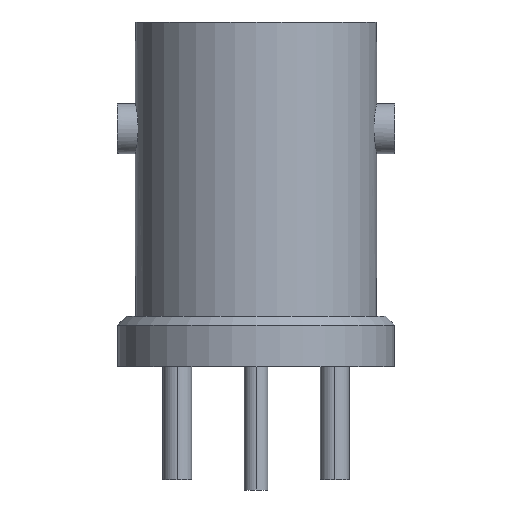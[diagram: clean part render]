
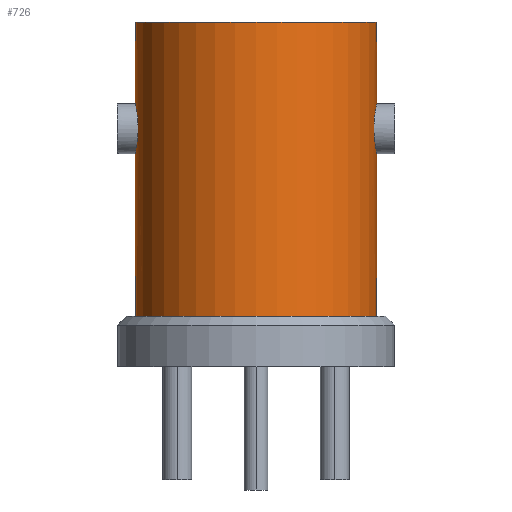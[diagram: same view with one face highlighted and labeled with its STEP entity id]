
A CAD part, left-side view. The second image highlights one B-rep face of the part: STEP entity #726.
In plain terms, the highlighted cylindrical face has radius 4.79 mm (diameter 9.58 mm), a partial arc.
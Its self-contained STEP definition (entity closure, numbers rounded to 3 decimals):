
#72=CARTESIAN_POINT('',(0.,0.,0.));
#73=DIRECTION('',(0.,0.,1.));
#74=DIRECTION('',(0.,1.,0.));
#75=AXIS2_PLACEMENT_3D('',#72,#73,#74);
#82=CARTESIAN_POINT('',(0.,-4.79,-3.249));
#83=CARTESIAN_POINT('',(-0.065,-4.79,-3.249));
#84=CARTESIAN_POINT('',(-0.193,-4.787,
-3.262));
#85=CARTESIAN_POINT('',(-0.38,-4.776,
-3.318));
#86=CARTESIAN_POINT('',(-0.551,-4.759,
-3.409));
#87=CARTESIAN_POINT('',(-0.701,-4.739,
-3.531));
#88=CARTESIAN_POINT('',(-0.825,-4.719,
-3.68));
#89=CARTESIAN_POINT('',(-0.918,-4.701,
-3.85));
#90=CARTESIAN_POINT('',(-0.976,-4.689,
-4.038));
#91=CARTESIAN_POINT('',(-0.997,-4.685,
-4.234));
#92=CARTESIAN_POINT('',(-0.979,-4.689,
-4.43));
#93=CARTESIAN_POINT('',(-0.922,-4.701,
-4.618));
#94=CARTESIAN_POINT('',(-0.83,-4.718,
-4.791));
#95=CARTESIAN_POINT('',(-0.707,-4.738,
-4.943));
#96=CARTESIAN_POINT('',(-0.556,-4.759,
-5.067));
#97=CARTESIAN_POINT('',(-0.383,-4.776,
-5.16));
#98=CARTESIAN_POINT('',(-0.195,-4.787,
-5.217));
#99=CARTESIAN_POINT('',(-0.066,-4.79,-5.23));
#100=CARTESIAN_POINT('',(0.,-4.79,-5.23));
#102=CARTESIAN_POINT('',(0.,0.,-11.7));
#103=DIRECTION('',(0.,0.,1.));
#104=DIRECTION('',(0.,1.,0.));
#105=AXIS2_PLACEMENT_3D('',#102,#103,#104);
#107=CARTESIAN_POINT('',(0.,4.79,-5.23));
#108=CARTESIAN_POINT('',(-0.066,4.79,-5.23));
#109=CARTESIAN_POINT('',(-0.195,4.787,
-5.217));
#110=CARTESIAN_POINT('',(-0.383,4.776,
-5.16));
#111=CARTESIAN_POINT('',(-0.555,4.759,
-5.067));
#112=CARTESIAN_POINT('',(-0.706,4.738,
-4.943));
#113=CARTESIAN_POINT('',(-0.83,4.718,
-4.792));
#114=CARTESIAN_POINT('',(-0.922,4.701,
-4.619));
#115=CARTESIAN_POINT('',(-0.978,4.689,
-4.431));
#116=CARTESIAN_POINT('',(-0.997,4.685,
-4.235));
#117=CARTESIAN_POINT('',(-0.977,4.689,
-4.039));
#118=CARTESIAN_POINT('',(-0.918,4.701,
-3.851));
#119=CARTESIAN_POINT('',(-0.825,4.719,
-3.681));
#120=CARTESIAN_POINT('',(-0.702,4.739,
-3.531));
#121=CARTESIAN_POINT('',(-0.551,4.759,
-3.409));
#122=CARTESIAN_POINT('',(-0.38,4.776,
-3.318));
#123=CARTESIAN_POINT('',(-0.193,4.787,
-3.262));
#124=CARTESIAN_POINT('',(-0.065,4.79,-3.249));
#125=CARTESIAN_POINT('',(0.,4.79,-3.249));
#165=DIRECTION('',(0.,0.,1.));
#166=VECTOR('',#165,3.249);
#167=CARTESIAN_POINT('',(0.,-4.79,-3.249));
#168=LINE('',#167,#166);
#169=DIRECTION('',(0.,0.,1.));
#170=VECTOR('',#169,3.249);
#171=CARTESIAN_POINT('',(0.,4.79,-3.249));
#172=LINE('',#171,#170);
#193=DIRECTION('',(0.,0.,1.));
#194=VECTOR('',#193,6.47);
#195=CARTESIAN_POINT('',(0.,4.79,-11.7));
#196=LINE('',#195,#194);
#202=DIRECTION('',(0.,0.,1.));
#203=VECTOR('',#202,6.47);
#204=CARTESIAN_POINT('',(0.,-4.79,-11.7));
#205=LINE('',#204,#203);
#612=CARTESIAN_POINT('',(0.,4.79,0.));
#613=CARTESIAN_POINT('',(0.,-4.79,0.));
#614=VERTEX_POINT('',#612);
#615=VERTEX_POINT('',#613);
#620=VERTEX_POINT('',#107);
#621=VERTEX_POINT('',#125);
#622=CARTESIAN_POINT('',(0.,4.79,-11.7));
#623=VERTEX_POINT('',#622);
#628=CARTESIAN_POINT('',(0.,-4.79,-5.23));
#629=VERTEX_POINT('',#628);
#630=CARTESIAN_POINT('',(0.,-4.79,-3.249));
#631=VERTEX_POINT('',#630);
#632=CARTESIAN_POINT('',(0.,-4.79,-11.7));
#633=VERTEX_POINT('',#632);
#704=CARTESIAN_POINT('',(0.,0.,-14.385));
#705=DIRECTION('',(0.,0.,1.));
#706=DIRECTION('',(0.,1.,0.));
#707=AXIS2_PLACEMENT_3D('',#704,#705,#706);
#708=CYLINDRICAL_SURFACE('',#707,4.79);
#710=ORIENTED_EDGE('',*,*,#709,.T.);
#712=ORIENTED_EDGE('',*,*,#711,.F.);
#714=ORIENTED_EDGE('',*,*,#713,.F.);
#716=ORIENTED_EDGE('',*,*,#715,.T.);
#718=ORIENTED_EDGE('',*,*,#717,.T.);
#720=ORIENTED_EDGE('',*,*,#719,.T.);
#721=ORIENTED_EDGE('',*,*,#691,.T.);
#723=ORIENTED_EDGE('',*,*,#722,.F.);
#724=EDGE_LOOP('',(#710,#712,#714,#716,#718,#720,#721,#723));
#725=FACE_OUTER_BOUND('',#724,.F.);
#726=ADVANCED_FACE('',(#725),#708,.T.);
#76=CIRCLE('',#75,4.79);
#101=B_SPLINE_CURVE_WITH_KNOTS('',3,(#82,#83,#84,#85,#86,#87,#88,#89,#90,#91,
#92,#93,#94,#95,#96,#97,#98,#99,#100),.UNSPECIFIED.,.F.,.F.,(4,1,1,1,1,1,1,1,1,
1,1,1,1,1,1,1,4),(0.,0.063,0.125,0.188,0.25,0.313,0.375,
0.438,0.5,0.563,0.625,0.688,0.75,0.813,0.875,0.938,1.),
.UNSPECIFIED.);
#106=CIRCLE('',#105,4.79);
#126=B_SPLINE_CURVE_WITH_KNOTS('',3,(#107,#108,#109,#110,#111,#112,#113,#114,
#115,#116,#117,#118,#119,#120,#121,#122,#123,#124,#125),.UNSPECIFIED.,.F.,.F.,
(4,1,1,1,1,1,1,1,1,1,1,1,1,1,1,1,4),(0.,0.063,0.125,0.188,0.25,
0.313,0.375,0.438,0.5,0.563,0.625,0.688,0.75,0.813,
0.875,0.938,1.),.UNSPECIFIED.);
#691=EDGE_CURVE('',#614,#615,#76,.T.);
#709=EDGE_CURVE('',#631,#629,#101,.T.);
#711=EDGE_CURVE('',#633,#629,#205,.T.);
#713=EDGE_CURVE('',#623,#633,#106,.T.);
#715=EDGE_CURVE('',#623,#620,#196,.T.);
#717=EDGE_CURVE('',#620,#621,#126,.T.);
#719=EDGE_CURVE('',#621,#614,#172,.T.);
#722=EDGE_CURVE('',#631,#615,#168,.T.);
